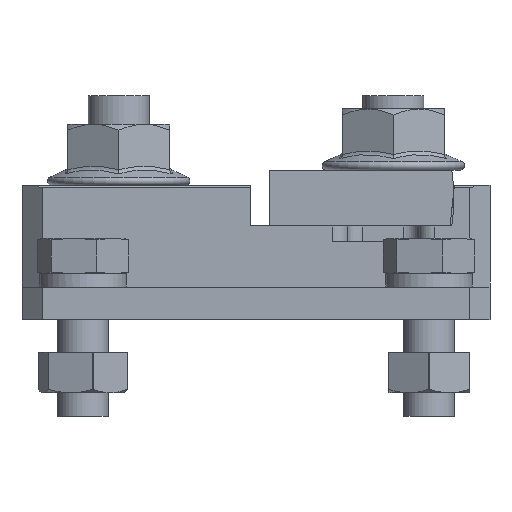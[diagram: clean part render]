
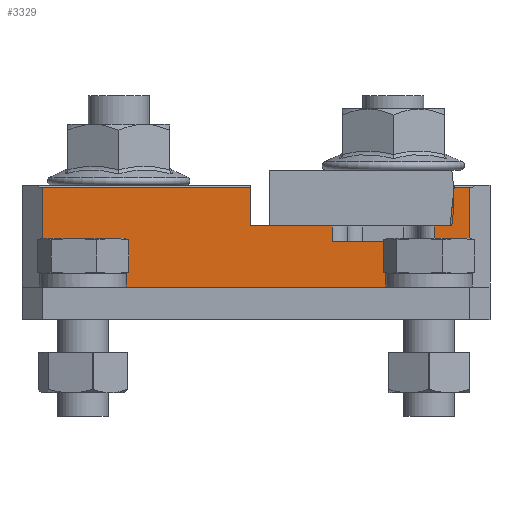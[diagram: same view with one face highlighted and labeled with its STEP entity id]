
A CAD part, front view. The second image highlights one B-rep face of the part: STEP entity #3329.
In plain terms, the highlighted planar face has unit normal (0, -1, 0).
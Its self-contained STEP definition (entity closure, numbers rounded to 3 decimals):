
#18 = VERTEX_POINT ( 'NONE', #2056 ) ;
#98 = VERTEX_POINT ( 'NONE', #3241 ) ;
#146 = LINE ( 'NONE', #6036, #1397 ) ;
#226 = CARTESIAN_POINT ( 'NONE',  ( 42.076, 0., -4. ) ) ;
#414 = VERTEX_POINT ( 'NONE', #6213 ) ;
#433 = EDGE_CURVE ( 'NONE', #6530, #6829, #5515, .T. ) ;
#438 = CARTESIAN_POINT ( 'NONE',  ( 22.5, 0., -0.25 ) ) ;
#439 = CARTESIAN_POINT ( 'NONE',  ( 42.076, 0., -4. ) ) ;
#511 = ORIENTED_EDGE ( 'NONE', *, *, #6768, .F. ) ;
#646 = CARTESIAN_POINT ( 'NONE',  ( 46., 0., 0. ) ) ;
#660 = EDGE_LOOP ( 'NONE', ( #3953, #4256, #6997, #1009, #842, #5210, #676, #3479, #511, #6207, #2030, #2202 ) ) ;
#674 = VECTOR ( 'NONE', #724, 1000. ) ;
#676 = ORIENTED_EDGE ( 'NONE', *, *, #6442, .T. ) ;
#709 = DIRECTION ( 'NONE',  ( 0., 0., -1. ) ) ;
#724 = DIRECTION ( 'NONE',  ( 1., 0., 0. ) ) ;
#744 = EDGE_CURVE ( 'NONE', #414, #98, #146, .T. ) ;
#748 = CARTESIAN_POINT ( 'NONE',  ( 2., 0., -10. ) ) ;
#819 = CARTESIAN_POINT ( 'NONE',  ( 2., 0., -0.25 ) ) ;
#842 = ORIENTED_EDGE ( 'NONE', *, *, #6705, .F. ) ;
#897 = LINE ( 'NONE', #4814, #5102 ) ;
#923 = DIRECTION ( 'NONE',  ( 0., 0., 1. ) ) ;
#973 = VECTOR ( 'NONE', #5659, 1000. ) ;
#982 = LINE ( 'NONE', #226, #6634 ) ;
#1009 = ORIENTED_EDGE ( 'NONE', *, *, #6939, .T. ) ;
#1147 = VECTOR ( 'NONE', #2614, 1000. ) ;
#1244 = VERTEX_POINT ( 'NONE', #5545 ) ;
#1270 = CARTESIAN_POINT ( 'NONE',  ( 2., 0., -10. ) ) ;
#1338 = VERTEX_POINT ( 'NONE', #438 ) ;
#1351 = DIRECTION ( 'NONE',  ( -1., 0., 0. ) ) ;
#1367 = VECTOR ( 'NONE', #3233, 1000. ) ;
#1397 = VECTOR ( 'NONE', #923, 1000. ) ;
#1423 = CARTESIAN_POINT ( 'NONE',  ( 40.5, 0., -4. ) ) ;
#1627 = CARTESIAN_POINT ( 'NONE',  ( 42.473, 0., -0.25 ) ) ;
#1697 = CARTESIAN_POINT ( 'NONE',  ( 30.5, 0., -4. ) ) ;
#1707 = CARTESIAN_POINT ( 'NONE',  ( 22.5, 0., -4. ) ) ;
#2030 = ORIENTED_EDGE ( 'NONE', *, *, #4950, .T. ) ;
#2056 = CARTESIAN_POINT ( 'NONE',  ( 30.5, 0., -5.5 ) ) ;
#2202 = ORIENTED_EDGE ( 'NONE', *, *, #4811, .F. ) ;
#2302 = VERTEX_POINT ( 'NONE', #1697 ) ;
#2468 = LINE ( 'NONE', #2717, #7018 ) ;
#2614 = DIRECTION ( 'NONE',  ( 1., 0., 0. ) ) ;
#2690 = EDGE_CURVE ( 'NONE', #3765, #6071, #3623, .T. ) ;
#2717 = CARTESIAN_POINT ( 'NONE',  ( 46., 0., -0.25 ) ) ;
#2736 = CARTESIAN_POINT ( 'NONE',  ( 40.5, 0., 0. ) ) ;
#2826 = LINE ( 'NONE', #4994, #1367 ) ;
#2867 = CARTESIAN_POINT ( 'NONE',  ( 30.5, 0., 0. ) ) ;
#2916 = VERTEX_POINT ( 'NONE', #1627 ) ;
#2958 = LINE ( 'NONE', #1707, #6043 ) ;
#2977 = EDGE_CURVE ( 'NONE', #1338, #4298, #2958, .T. ) ;
#3058 = LINE ( 'NONE', #2867, #6135 ) ;
#3233 = DIRECTION ( 'NONE',  ( 0.105, 0., 0.994 ) ) ;
#3241 = CARTESIAN_POINT ( 'NONE',  ( 44., 0., -0.25 ) ) ;
#3278 = DIRECTION ( 'NONE',  ( -1., 0., 0. ) ) ;
#3329 = ADVANCED_FACE ( 'NONE', ( #3815 ), #6296, .F. ) ;
#3343 = DIRECTION ( 'NONE',  ( -1., 0., 0. ) ) ;
#3459 = DIRECTION ( 'NONE',  ( 0., 0., 1. ) ) ;
#3479 = ORIENTED_EDGE ( 'NONE', *, *, #2690, .T. ) ;
#3623 = LINE ( 'NONE', #1270, #5172 ) ;
#3703 = EDGE_CURVE ( 'NONE', #18, #6829, #5043, .T. ) ;
#3765 = VERTEX_POINT ( 'NONE', #819 ) ;
#3815 = FACE_OUTER_BOUND ( 'NONE', #660, .T. ) ;
#3874 = CARTESIAN_POINT ( 'NONE',  ( 22.5, 0., -4. ) ) ;
#3953 = ORIENTED_EDGE ( 'NONE', *, *, #6012, .F. ) ;
#4256 = ORIENTED_EDGE ( 'NONE', *, *, #433, .T. ) ;
#4298 = VERTEX_POINT ( 'NONE', #3874 ) ;
#4337 = AXIS2_PLACEMENT_3D ( 'NONE', #646, #6832, #3459 ) ;
#4632 = CARTESIAN_POINT ( 'NONE',  ( 40.5, 0., -5.5 ) ) ;
#4761 = DIRECTION ( 'NONE',  ( 1., 0., 0. ) ) ;
#4811 = EDGE_CURVE ( 'NONE', #1244, #2916, #2826, .T. ) ;
#4814 = CARTESIAN_POINT ( 'NONE',  ( 46., 0., -0.25 ) ) ;
#4950 = EDGE_CURVE ( 'NONE', #98, #2916, #2468, .T. ) ;
#4994 = CARTESIAN_POINT ( 'NONE',  ( 42.5, 0., 0. ) ) ;
#5043 = LINE ( 'NONE', #6374, #674 ) ;
#5102 = VECTOR ( 'NONE', #1351, 1000. ) ;
#5172 = VECTOR ( 'NONE', #709, 1000. ) ;
#5180 = VECTOR ( 'NONE', #3278, 1000. ) ;
#5210 = ORIENTED_EDGE ( 'NONE', *, *, #2977, .F. ) ;
#5515 = LINE ( 'NONE', #2736, #973 ) ;
#5545 = CARTESIAN_POINT ( 'NONE',  ( 42.076, 0., -4. ) ) ;
#5659 = DIRECTION ( 'NONE',  ( 0., 0., -1. ) ) ;
#6012 = EDGE_CURVE ( 'NONE', #6530, #1244, #982, .T. ) ;
#6036 = CARTESIAN_POINT ( 'NONE',  ( 44., 0., 0. ) ) ;
#6043 = VECTOR ( 'NONE', #6786, 1000. ) ;
#6045 = LINE ( 'NONE', #439, #1147 ) ;
#6071 = VERTEX_POINT ( 'NONE', #748 ) ;
#6135 = VECTOR ( 'NONE', #6882, 1000. ) ;
#6148 = CARTESIAN_POINT ( 'NONE',  ( 46., 0., -10. ) ) ;
#6207 = ORIENTED_EDGE ( 'NONE', *, *, #744, .T. ) ;
#6213 = CARTESIAN_POINT ( 'NONE',  ( 44., 0., -10. ) ) ;
#6296 = PLANE ( 'NONE',  #4337 ) ;
#6374 = CARTESIAN_POINT ( 'NONE',  ( 32., 0., -5.5 ) ) ;
#6442 = EDGE_CURVE ( 'NONE', #1338, #3765, #897, .T. ) ;
#6530 = VERTEX_POINT ( 'NONE', #1423 ) ;
#6626 = LINE ( 'NONE', #6148, #5180 ) ;
#6634 = VECTOR ( 'NONE', #4761, 1000. ) ;
#6705 = EDGE_CURVE ( 'NONE', #4298, #2302, #6045, .T. ) ;
#6768 = EDGE_CURVE ( 'NONE', #414, #6071, #6626, .T. ) ;
#6786 = DIRECTION ( 'NONE',  ( 0., 0., -1. ) ) ;
#6829 = VERTEX_POINT ( 'NONE', #4632 ) ;
#6832 = DIRECTION ( 'NONE',  ( 0., 1., 0. ) ) ;
#6882 = DIRECTION ( 'NONE',  ( 0., 0., 1. ) ) ;
#6939 = EDGE_CURVE ( 'NONE', #18, #2302, #3058, .T. ) ;
#6997 = ORIENTED_EDGE ( 'NONE', *, *, #3703, .F. ) ;
#7018 = VECTOR ( 'NONE', #3343, 1000. ) ;
